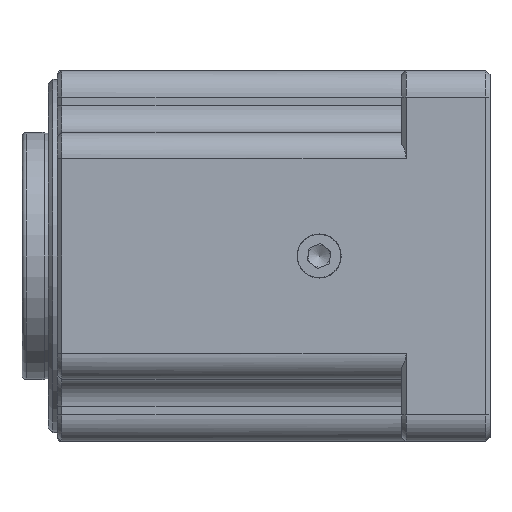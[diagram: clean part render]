
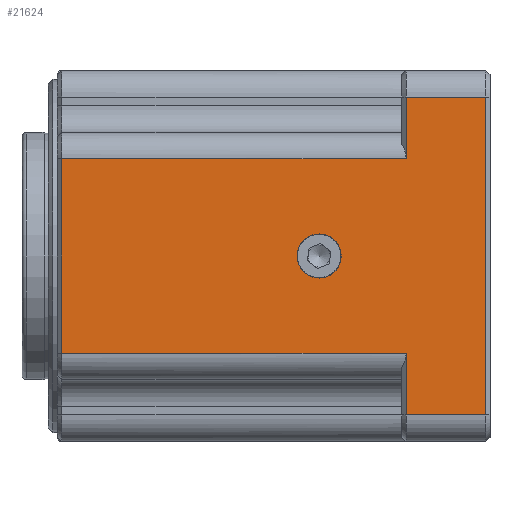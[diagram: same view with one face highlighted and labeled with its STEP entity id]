
A CAD part, left-side view. The second image highlights one B-rep face of the part: STEP entity #21624.
In plain terms, the highlighted planar face has unit normal (-1, 0, 0).
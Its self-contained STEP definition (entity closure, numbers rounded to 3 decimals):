
#112 = VERTEX_POINT ( 'NONE', #17316 ) ;
#176 = VERTEX_POINT ( 'NONE', #16892 ) ;
#604 = EDGE_CURVE ( 'NONE', #21915, #21915, #13532, .T. ) ;
#933 = DIRECTION ( 'NONE',  ( 0., -1., 0. ) ) ;
#937 = CARTESIAN_POINT ( 'NONE',  ( -21., 49., -11. ) ) ;
#960 = LINE ( 'NONE', #937, #18249 ) ;
#1654 = EDGE_CURVE ( 'NONE', #3094, #19498, #21333, .T. ) ;
#2104 = EDGE_CURVE ( 'NONE', #112, #176, #17489, .T. ) ;
#2844 = EDGE_CURVE ( 'NONE', #3094, #11410, #12898, .T. ) ;
#2888 = CARTESIAN_POINT ( 'NONE',  ( -21., 9.5, -11. ) ) ;
#3094 = VERTEX_POINT ( 'NONE', #11665 ) ;
#3191 = VECTOR ( 'NONE', #17652, 1000. ) ;
#3305 = CARTESIAN_POINT ( 'NONE',  ( -21., 48.5, 11. ) ) ;
#3568 = AXIS2_PLACEMENT_3D ( 'NONE', #10278, #10255, #10252 ) ;
#3605 = EDGE_CURVE ( 'NONE', #14206, #11410, #7764, .T. ) ;
#4061 = EDGE_CURVE ( 'NONE', #14206, #7591, #4196, .T. ) ;
#4170 = DIRECTION ( 'NONE',  ( 0., 0., -1. ) ) ;
#4175 = CARTESIAN_POINT ( 'NONE',  ( -21., 48.5, 18. ) ) ;
#4196 = LINE ( 'NONE', #4175, #9460 ) ;
#4223 = CARTESIAN_POINT ( 'NONE',  ( -21., 48.5, -11. ) ) ;
#4499 = EDGE_CURVE ( 'NONE', #7591, #20229, #960, .T. ) ;
#4797 = EDGE_CURVE ( 'NONE', #20229, #112, #22648, .T. ) ;
#5538 = EDGE_CURVE ( 'NONE', #176, #19498, #17686, .T. ) ;
#7591 = VERTEX_POINT ( 'NONE', #4223 ) ;
#7739 = DIRECTION ( 'NONE',  ( 0., -1., 0. ) ) ;
#7748 = ORIENTED_EDGE ( 'NONE', *, *, #5538, .T. ) ;
#7751 = CARTESIAN_POINT ( 'NONE',  ( -21., 49., 11. ) ) ;
#7764 = LINE ( 'NONE', #7751, #22426 ) ;
#7776 = ORIENTED_EDGE ( 'NONE', *, *, #2104, .T. ) ;
#7797 = ORIENTED_EDGE ( 'NONE', *, *, #4797, .T. ) ;
#7842 = ORIENTED_EDGE ( 'NONE', *, *, #4499, .T. ) ;
#7855 = ORIENTED_EDGE ( 'NONE', *, *, #4061, .T. ) ;
#7900 = ORIENTED_EDGE ( 'NONE', *, *, #3605, .F. ) ;
#7914 = ORIENTED_EDGE ( 'NONE', *, *, #2844, .T. ) ;
#7968 = ORIENTED_EDGE ( 'NONE', *, *, #1654, .F. ) ;
#7994 = ORIENTED_EDGE ( 'NONE', *, *, #604, .F. ) ;
#9036 = CARTESIAN_POINT ( 'NONE',  ( -21., 0.5, 18. ) ) ;
#9460 = VECTOR ( 'NONE', #4170, 1000. ) ;
#10252 = DIRECTION ( 'NONE',  ( 0., 0., 1. ) ) ;
#10255 = DIRECTION ( 'NONE',  ( -1., 0., 0. ) ) ;
#10278 = CARTESIAN_POINT ( 'NONE',  ( -21., 19.35, 0. ) ) ;
#11410 = VERTEX_POINT ( 'NONE', #22500 ) ;
#11665 = CARTESIAN_POINT ( 'NONE',  ( -21., 9.5, 18. ) ) ;
#12875 = DIRECTION ( 'NONE',  ( 0., 0., -1. ) ) ;
#12879 = CARTESIAN_POINT ( 'NONE',  ( -21., 9.5, 18. ) ) ;
#12898 = LINE ( 'NONE', #12879, #18832 ) ;
#13532 = CIRCLE ( 'NONE', #3568, 2.5 ) ;
#14206 = VERTEX_POINT ( 'NONE', #3305 ) ;
#14990 = DIRECTION ( 'NONE',  ( 0., 0., -1. ) ) ;
#15011 = DIRECTION ( 'NONE',  ( 1., 0., 0. ) ) ;
#15029 = CARTESIAN_POINT ( 'NONE',  ( -21., 10., 18. ) ) ;
#15043 = PLANE ( 'NONE',  #20312 ) ;
#15052 = FACE_OUTER_BOUND ( 'NONE', #19009, .T. ) ;
#15060 = FACE_BOUND ( 'NONE', #18628, .T. ) ;
#15181 = VECTOR ( 'NONE', #22615, 1000. ) ;
#16892 = CARTESIAN_POINT ( 'NONE',  ( -21., 0.5, -18. ) ) ;
#17277 = VECTOR ( 'NONE', #21312, 1000. ) ;
#17316 = CARTESIAN_POINT ( 'NONE',  ( -21., 9.5, -18. ) ) ;
#17477 = DIRECTION ( 'NONE',  ( 0., -1., 0. ) ) ;
#17483 = CARTESIAN_POINT ( 'NONE',  ( -21., 10., -18. ) ) ;
#17489 = LINE ( 'NONE', #17483, #17677 ) ;
#17652 = DIRECTION ( 'NONE',  ( 0., 0., 1. ) ) ;
#17677 = VECTOR ( 'NONE', #17477, 1000. ) ;
#17678 = CARTESIAN_POINT ( 'NONE',  ( -21., 0.5, 18. ) ) ;
#17686 = LINE ( 'NONE', #17678, #3191 ) ;
#18249 = VECTOR ( 'NONE', #933, 1000. ) ;
#18628 = EDGE_LOOP ( 'NONE', ( #7994 ) ) ;
#18832 = VECTOR ( 'NONE', #12875, 1000. ) ;
#19009 = EDGE_LOOP ( 'NONE', ( #7968, #7914, #7900, #7855, #7842, #7797, #7776, #7748 ) ) ;
#19498 = VERTEX_POINT ( 'NONE', #9036 ) ;
#20229 = VERTEX_POINT ( 'NONE', #2888 ) ;
#20312 = AXIS2_PLACEMENT_3D ( 'NONE', #15029, #15011, #14990 ) ;
#21312 = DIRECTION ( 'NONE',  ( 0., -1., 0. ) ) ;
#21318 = CARTESIAN_POINT ( 'NONE',  ( -21., 10., 18. ) ) ;
#21333 = LINE ( 'NONE', #21318, #17277 ) ;
#21624 = ADVANCED_FACE ( 'NONE', ( #15060, #15052 ), #15043, .F. ) ;
#21897 = CARTESIAN_POINT ( 'NONE',  ( -21., 19.35, 2.5 ) ) ;
#21915 = VERTEX_POINT ( 'NONE', #21897 ) ;
#22426 = VECTOR ( 'NONE', #7739, 1000. ) ;
#22500 = CARTESIAN_POINT ( 'NONE',  ( -21., 9.5, 11. ) ) ;
#22615 = DIRECTION ( 'NONE',  ( 0., 0., -1. ) ) ;
#22637 = CARTESIAN_POINT ( 'NONE',  ( -21., 9.5, 18. ) ) ;
#22648 = LINE ( 'NONE', #22637, #15181 ) ;
